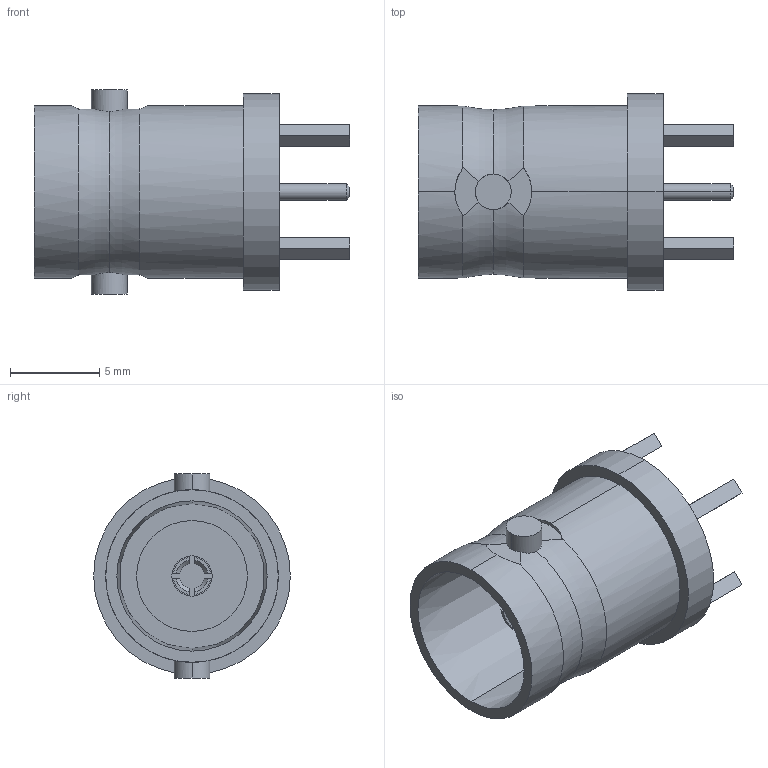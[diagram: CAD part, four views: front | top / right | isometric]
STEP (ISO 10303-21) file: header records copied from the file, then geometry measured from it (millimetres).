
FILE_DESCRIPTION (( 'STEP AP203' ), '1' );
FILE_NAME ('BFS110PCB-A715.STEP', '2025-03-10T02:16:20', ( '' ), ( '' ), 'SwSTEP 2.0', 'SolidWorks 2022', '' );
FILE_SCHEMA (( 'CONFIG_CONTROL_DESIGN' ));
Length unit declared in the file: millimetre
Products named in the file (1): BFS110PCB-A715
Bounding box: 17.65 x 11 x 11.41 mm (x, y, z)
Volume: 603.8 mm3; surface area: 962.3 mm2
Topology: 1 solids, 1 shells, 90 faces, 218 edges, 144 vertices
Faces by surface type: plane 46, cylinder 30, cone 10, torus 4
Entity records: 2809 total; most frequent: CARTESIAN_POINT 621, ORIENTED_EDGE 436, DIRECTION 434, EDGE_CURVE 218, AXIS2_PLACEMENT_3D 165, VERTEX_POINT 144, EDGE_LOOP 104, LINE 104
